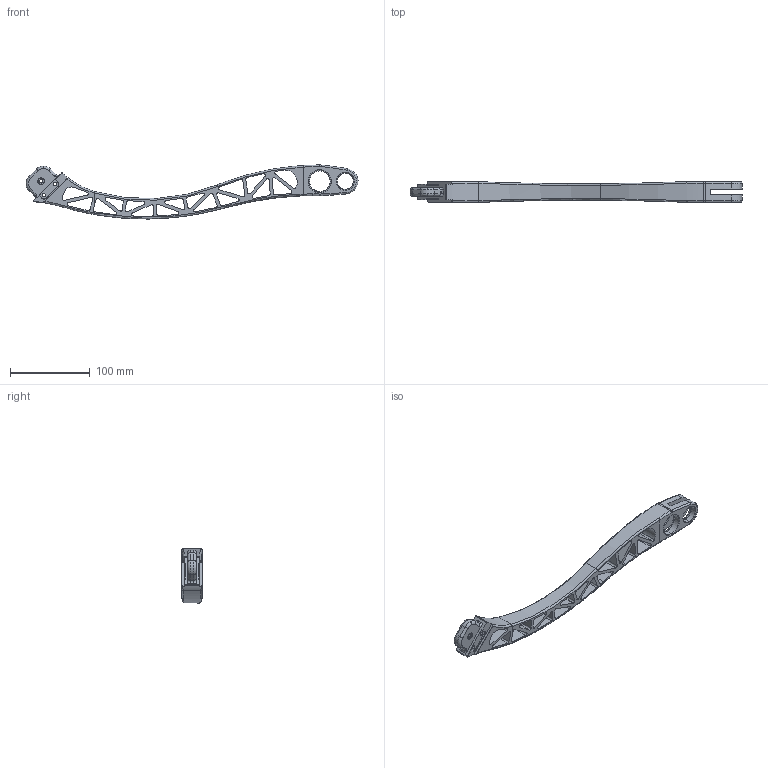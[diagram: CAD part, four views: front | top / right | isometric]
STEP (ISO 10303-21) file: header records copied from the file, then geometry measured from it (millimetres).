
FILE_DESCRIPTION (( 'STEP AP214' ), '1' );
FILE_NAME ('calf-1.STEP', '2026-01-14T06:48:23', ( '' ), ( '' ), 'SwSTEP 2.0', 'SolidWorks 2023', '' );
FILE_SCHEMA (( 'AUTOMOTIVE_DESIGN' ));
Length unit declared in the file: millimetre
Products named in the file (1): calf-1
Bounding box: 417.01 x 26 x 67.94 mm (x, y, z)
Volume: 163262.4 mm3; surface area: 67501.7 mm2
Topology: 1 solids, 1 shells, 308 faces, 832 edges, 529 vertices
Faces by surface type: cylinder 134, plane 80, torus 36, cone 29, bspline 29
Entity records: 12380 total; most frequent: CARTESIAN_POINT 5041, ORIENTED_EDGE 1664, DIRECTION 1355, EDGE_CURVE 832, VERTEX_POINT 529, AXIS2_PLACEMENT_3D 523, EDGE_LOOP 357, LINE 309
